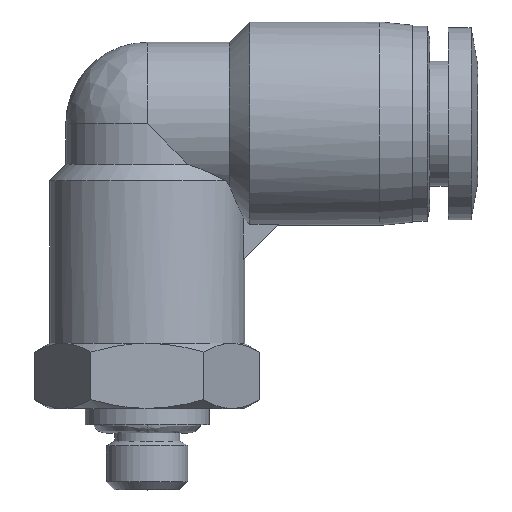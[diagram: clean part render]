
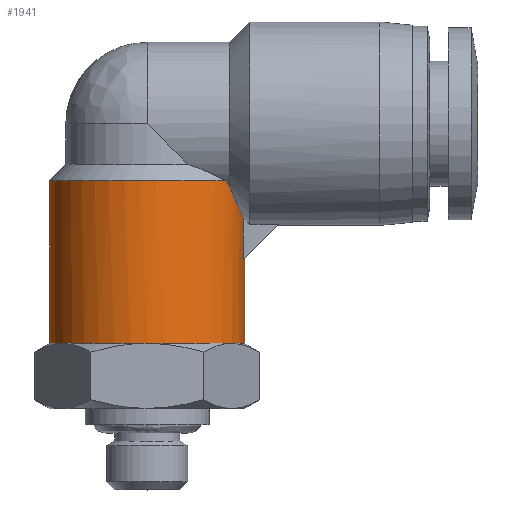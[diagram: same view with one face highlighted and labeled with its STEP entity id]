
A CAD part, top view. The second image highlights one B-rep face of the part: STEP entity #1941.
In plain terms, the highlighted cylindrical face has radius 6 mm (diameter 12 mm), a partial arc.
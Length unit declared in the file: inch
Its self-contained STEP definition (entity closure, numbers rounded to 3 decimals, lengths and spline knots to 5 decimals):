
#20 = CARTESIAN_POINT ( 'NONE',  ( 0.23622, 0.20669, 0. ) ) ;
#27 = DIRECTION ( 'NONE',  ( -1., 0., 0. ) ) ;
#44 = DIRECTION ( 'NONE',  ( 0., 1., 0. ) ) ;
#57 = DIRECTION ( 'NONE',  ( -1., 0., 0. ) ) ;
#60 = CARTESIAN_POINT ( 'NONE',  ( 0.20457, 0., 0.11811 ) ) ;
#61 = CARTESIAN_POINT ( 'NONE',  ( 0., 0., 0. ) ) ;
#63 = DIRECTION ( 'NONE',  ( 0., 1., 0. ) ) ;
#67 = CARTESIAN_POINT ( 'NONE',  ( 0.23292, 0.20339, 0.03937 ) ) ;
#69 = ORIENTED_EDGE ( 'NONE', *, *, #2020, .F. ) ;
#70 = CARTESIAN_POINT ( 'NONE',  ( 0., 0., 0. ) ) ;
#72 = DIRECTION ( 'NONE',  ( -1., 0., 0. ) ) ;
#78 = ORIENTED_EDGE ( 'NONE', *, *, #1031, .T. ) ;
#148 = CARTESIAN_POINT ( 'NONE',  ( 0.22111, 0.32866, 0.08349 ) ) ;
#167 = EDGE_CURVE ( 'NONE', #1329, #1672, #2006, .T. ) ;
#168 = ORIENTED_EDGE ( 'NONE', *, *, #167, .T. ) ;
#196 = CARTESIAN_POINT ( 'NONE',  ( 0.23292, 0.30393, 0.03937 ) ) ;
#215 = CARTESIAN_POINT ( 'NONE',  ( 0.23622, 0.19685, 0. ) ) ;
#241 = VERTEX_POINT ( 'NONE', #1779 ) ;
#247 = DIRECTION ( 'NONE',  ( 0., -1., 0. ) ) ;
#270 = CARTESIAN_POINT ( 'NONE',  ( 0.23622, 0.20669, 0. ) ) ;
#394 = ORIENTED_EDGE ( 'NONE', *, *, #711, .T. ) ;
#453 = CARTESIAN_POINT ( 'NONE',  ( 0.20532, 0.36442, 0.11743 ) ) ;
#461 = CARTESIAN_POINT ( 'NONE',  ( 0.23622, 0.20669, 0.0132 ) ) ;
#479 = EDGE_CURVE ( 'NONE', #1099, #2284, #2228, .T. ) ;
#493 = VERTEX_POINT ( 'NONE', #20 ) ;
#500 = CARTESIAN_POINT ( 'NONE',  ( 0.21197, 0.34891, 0.10545 ) ) ;
#520 = VERTEX_POINT ( 'NONE', #2433 ) ;
#524 = DIRECTION ( 'NONE',  ( -1., 0., 0. ) ) ;
#581 = CARTESIAN_POINT ( 'NONE',  ( 0.1929, 0.38948, 0.13645 ) ) ;
#599 = EDGE_CURVE ( 'NONE', #939, #520, #2157, .T. ) ;
#612 = CARTESIAN_POINT ( 'NONE',  ( -0.23622, 0., 0. ) ) ;
#641 = DIRECTION ( 'NONE',  ( 0., 1., 0. ) ) ;
#677 = CARTESIAN_POINT ( 'NONE',  ( 0.19882, 0.38157, 0.12756 ) ) ;
#700 = ORIENTED_EDGE ( 'NONE', *, *, #1384, .T. ) ;
#711 = EDGE_CURVE ( 'NONE', #1915, #493, #2063, .T. ) ;
#719 = AXIS2_PLACEMENT_3D ( 'NONE', #70, #63, #57 ) ;
#734 = ORIENTED_EDGE ( 'NONE', *, *, #599, .F. ) ;
#777 = CARTESIAN_POINT ( 'NONE',  ( 0.18984, 0.3937, 0.14058 ) ) ;
#816 = CARTESIAN_POINT ( 'NONE',  ( 0.1959, 0.38544, 0.13211 ) ) ;
#865 = CARTESIAN_POINT ( 'NONE',  ( 0., 0., 0.23622 ) ) ;
#867 = CARTESIAN_POINT ( 'NONE',  ( 0.19882, 0.38157, 0.12756 ) ) ;
#879 = VERTEX_POINT ( 'NONE', #777 ) ;
#939 = VERTEX_POINT ( 'NONE', #612 ) ;
#963 = CIRCLE ( 'NONE', #1725, 0.23622 ) ;
#1031 = EDGE_CURVE ( 'NONE', #2284, #1915, #1847, .T. ) ;
#1036 = AXIS2_PLACEMENT_3D ( 'NONE', #1196, #2102, #524 ) ;
#1099 = VERTEX_POINT ( 'NONE', #865 ) ;
#1136 = CARTESIAN_POINT ( 'NONE',  ( 0.23292, 0.20339, 0.03937 ) ) ;
#1153 = EDGE_CURVE ( 'NONE', #939, #241, #1736, .T. ) ;
#1194 = CYLINDRICAL_SURFACE ( 'NONE', #1036, 0.23622 ) ;
#1196 = CARTESIAN_POINT ( 'NONE',  ( 0., 0.19685, 0. ) ) ;
#1203 = FACE_OUTER_BOUND ( 'NONE', #2574, .T. ) ;
#1329 = VERTEX_POINT ( 'NONE', #1503 ) ;
#1330 = DIRECTION ( 'NONE',  ( 0., 1., 0. ) ) ;
#1384 = EDGE_CURVE ( 'NONE', #241, #1099, #1627, .T. ) ;
#1401 = VECTOR ( 'NONE', #1612, 39.37008 ) ;
#1408 = LINE ( 'NONE', #2723, #1401 ) ;
#1500 = EDGE_CURVE ( 'NONE', #493, #2355, #2397, .T. ) ;
#1503 = CARTESIAN_POINT ( 'NONE',  ( 0.23292, 0.30393, 0.03937 ) ) ;
#1531 = ORIENTED_EDGE ( 'NONE', *, *, #479, .T. ) ;
#1539 = CARTESIAN_POINT ( 'NONE',  ( 0., 0.3937, 0. ) ) ;
#1604 = EDGE_CURVE ( 'NONE', #2355, #1329, #1408, .T. ) ;
#1612 = DIRECTION ( 'NONE',  ( 0., 1., 0. ) ) ;
#1624 = B_SPLINE_CURVE_WITH_KNOTS ( 'NONE', 3,
 ( #1931, #581, #816, #2405 ),
 .UNSPECIFIED., .F., .F.,
 ( 4, 4 ),
 ( 0., 0.00051 ),
 .UNSPECIFIED. ) ;
#1627 = CIRCLE ( 'NONE', #2320, 0.23622 ) ;
#1672 = VERTEX_POINT ( 'NONE', #867 ) ;
#1725 = AXIS2_PLACEMENT_3D ( 'NONE', #1539, #247, #1778 ) ;
#1736 = CIRCLE ( 'NONE', #2224, 0.23622 ) ;
#1760 = ORIENTED_EDGE ( 'NONE', *, *, #1500, .T. ) ;
#1778 = DIRECTION ( 'NONE',  ( -1., 0., 0. ) ) ;
#1779 = CARTESIAN_POINT ( 'NONE',  ( -0.20457, 0., 0.11811 ) ) ;
#1847 = CIRCLE ( 'NONE', #719, 0.23622 ) ;
#1887 = ORIENTED_EDGE ( 'NONE', *, *, #1153, .T. ) ;
#1915 = VERTEX_POINT ( 'NONE', #2742 ) ;
#1929 = AXIS2_PLACEMENT_3D ( 'NONE', #61, #44, #27 ) ;
#1931 = CARTESIAN_POINT ( 'NONE',  ( 0.18984, 0.3937, 0.14058 ) ) ;
#1941 = ADVANCED_FACE ( 'NONE', ( #1203 ), #1194, .T. ) ;
#1970 = CARTESIAN_POINT ( 'NONE',  ( -0.23622, 0.19685, 0. ) ) ;
#1987 = CARTESIAN_POINT ( 'NONE',  ( 0., 0., 0. ) ) ;
#2006 = B_SPLINE_CURVE_WITH_KNOTS ( 'NONE', 3,
 ( #196, #2697, #2711, #2740, #148, #500, #453, #677 ),
 .UNSPECIFIED., .F., .F.,
 ( 4, 2, 2, 4 ),
 ( 0., 0.00079, 0.00158, 0.00316 ),
 .UNSPECIFIED. ) ;
#2020 = EDGE_CURVE ( 'NONE', #879, #1672, #1624, .T. ) ;
#2056 = VECTOR ( 'NONE', #2289, 39.37008 ) ;
#2063 = LINE ( 'NONE', #215, #2056 ) ;
#2102 = DIRECTION ( 'NONE',  ( 0., 1., 0. ) ) ;
#2130 = VECTOR ( 'NONE', #2730, 39.37008 ) ;
#2157 = LINE ( 'NONE', #1970, #2130 ) ;
#2221 = DIRECTION ( 'NONE',  ( -1., 0., 0. ) ) ;
#2224 = AXIS2_PLACEMENT_3D ( 'NONE', #2684, #1330, #72 ) ;
#2228 = CIRCLE ( 'NONE', #1929, 0.23622 ) ;
#2269 = EDGE_CURVE ( 'NONE', #879, #520, #963, .T. ) ;
#2284 = VERTEX_POINT ( 'NONE', #60 ) ;
#2289 = DIRECTION ( 'NONE',  ( 0., 1., 0. ) ) ;
#2320 = AXIS2_PLACEMENT_3D ( 'NONE', #1987, #641, #2221 ) ;
#2355 = VERTEX_POINT ( 'NONE', #67 ) ;
#2397 =( BOUNDED_CURVE ( )  B_SPLINE_CURVE ( 3, ( #270, #461, #2509, #1136 ),
 .UNSPECIFIED., .F., .T. ) 
 B_SPLINE_CURVE_WITH_KNOTS ( ( 4, 4 ),
 ( 0., 0.16745 ),
 .UNSPECIFIED. ) 
 CURVE ( )  GEOMETRIC_REPRESENTATION_ITEM ( )  RATIONAL_B_SPLINE_CURVE ( ( 1., 0.998, 0.998, 1. ) ) 
 REPRESENTATION_ITEM ( '' )  );
#2405 = CARTESIAN_POINT ( 'NONE',  ( 0.19882, 0.38157, 0.12756 ) ) ;
#2433 = CARTESIAN_POINT ( 'NONE',  ( -0.23622, 0.3937, 0. ) ) ;
#2509 = CARTESIAN_POINT ( 'NONE',  ( 0.23512, 0.20559, 0.02635 ) ) ;
#2574 = EDGE_LOOP ( 'NONE', ( #78, #394, #1760, #2774, #168, #69, #2660, #734, #1887, #700, #1531 ) ) ;
#2660 = ORIENTED_EDGE ( 'NONE', *, *, #2269, .T. ) ;
#2684 = CARTESIAN_POINT ( 'NONE',  ( 0., 0., 0. ) ) ;
#2697 = CARTESIAN_POINT ( 'NONE',  ( 0.23125, 0.30733, 0.04923 ) ) ;
#2711 = CARTESIAN_POINT ( 'NONE',  ( 0.22908, 0.3118, 0.05835 ) ) ;
#2723 = CARTESIAN_POINT ( 'NONE',  ( 0.23292, 0.19685, 0.03937 ) ) ;
#2730 = DIRECTION ( 'NONE',  ( 0., 1., 0. ) ) ;
#2740 = CARTESIAN_POINT ( 'NONE',  ( 0.22403, 0.32242, 0.07545 ) ) ;
#2742 = CARTESIAN_POINT ( 'NONE',  ( 0.23622, 0., 0. ) ) ;
#2774 = ORIENTED_EDGE ( 'NONE', *, *, #1604, .T. ) ;
